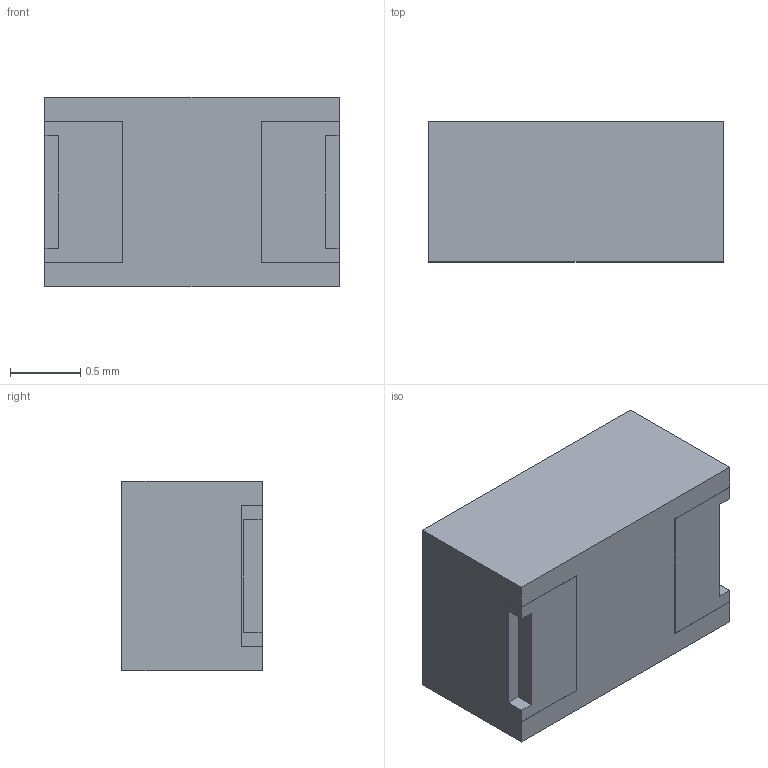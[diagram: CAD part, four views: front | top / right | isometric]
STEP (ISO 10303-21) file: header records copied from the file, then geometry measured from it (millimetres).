
FILE_DESCRIPTION (( 'STEP AP214' ), '1' );
FILE_NAME ('CTS_TCS_L2.1W1.35H1S0.55F1.STEP', '2019-07-22T16:29:04', ( '' ), ( '' ), 'SwSTEP 2.0', 'SolidWorks 2014', '' );
FILE_SCHEMA (( 'AUTOMOTIVE_DESIGN' ));
Length unit declared in the file: millimetre
Products named in the file (1): CTS_TCS_L2.1W1.35H1S0.55F1
Bounding box: 2.1 x 1 x 1.35 mm (x, y, z)
Volume: 2.8 mm3; surface area: 13.9 mm2
Topology: 1 solids, 1 shells, 86 faces, 237 edges, 158 vertices
Faces by surface type: plane 86
Entity records: 3067 total; most frequent: CARTESIAN_POINT 482, ORIENTED_EDGE 474, DIRECTION 411, LINE 237, EDGE_CURVE 237, VECTOR 237, VERTEX_POINT 158, EDGE_LOOP 91
